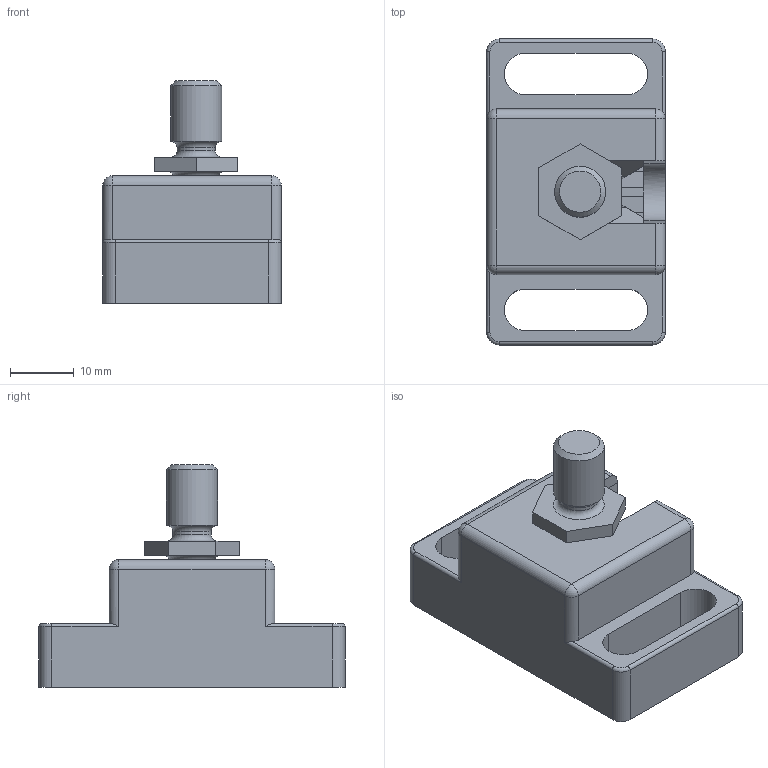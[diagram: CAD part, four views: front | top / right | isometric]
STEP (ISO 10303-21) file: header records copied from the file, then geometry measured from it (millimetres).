
FILE_DESCRIPTION(/* description */ ('STEP AP214'),/* implementation_level */ '2;1');
FILE_NAME(/* name */ '093043S03',/* time_stamp */ '2023-05-04T14:12:19+02:00',/* author */ ('License CC BY-ND 4.0'),/* organization */ ('CADENAS'),/* preprocessor_version */ 'ST-DEVELOPER v19.3',/* originating_system */ 'PARTsolutions',/* authorisation */ ' ');
FILE_SCHEMA (('AUTOMOTIVE_DESIGN {1 0 10303 214 3 1 1}'));
Length unit declared in the file: millimetre
Products named in the file (3): 093043S03; 093043S032; 093043S031
Assembly tree (2 placements, depth 2):
  093043S03
    093043S032
    093043S031
Bounding box: 28 x 48 x 34.9 mm (x, y, z)
Volume: 15658.7 mm3; surface area: 9741.6 mm2
Topology: 2 solids, 2 shells, 202 faces, 550 edges, 345 vertices
Faces by surface type: plane 117, cylinder 60, sphere 13, torus 8, cone 4
Full cylindrical faces by diameter (mm): 1.96 x2, 6 x1, 7 x1, 8 x1
Entity records: 6323 total; most frequent: DIRECTION 1097, CARTESIAN_POINT 1094, ORIENTED_EDGE 1060, EDGE_CURVE 530, AXIS2_PLACEMENT_3D 366, LINE 365, VECTOR 365, VERTEX_POINT 343
